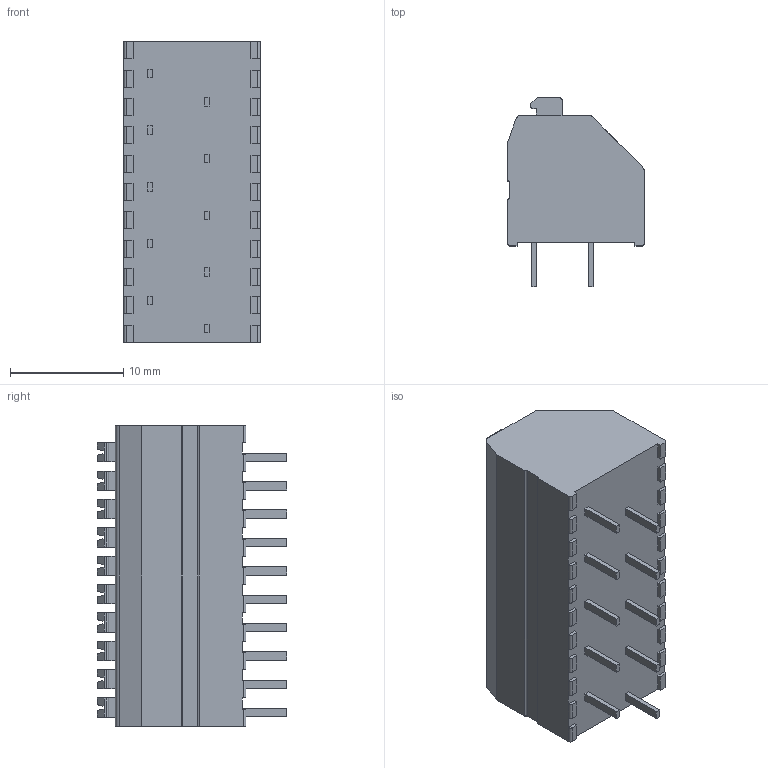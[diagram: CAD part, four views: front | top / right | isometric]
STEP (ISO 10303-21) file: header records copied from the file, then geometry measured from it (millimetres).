
FILE_DESCRIPTION( ( 'STEP AP214' ), ' ' );
FILE_NAME( '250-410.stp', '2017-11-07T13:23:13', ( '' ), ( '' ), ' ', 'PARTsolutions', ' ' );
FILE_SCHEMA( ( 'AUTOMOTIVE_DESIGN { 1 0 10303 214 1 1 1 1 }' ) );
Length unit declared in the file: millimetre
Products named in the file (1): _250-410
Bounding box: 12 x 16.7 x 26.5 mm (x, y, z)
Volume: 3222.3 mm3; surface area: 1755.2 mm2
Topology: 1 solids, 1 shells, 471 faces, 1277 edges, 828 vertices
Faces by surface type: plane 364, cylinder 87, cone 20
Entity records: 18448 total; most frequent: CARTESIAN_POINT 2577, ORIENTED_EDGE 2554, DIRECTION 2474, EDGE_CURVE 1277, LINE 1024, VECTOR 1024, VERTEX_POINT 828, AXIS2_PLACEMENT_3D 725
